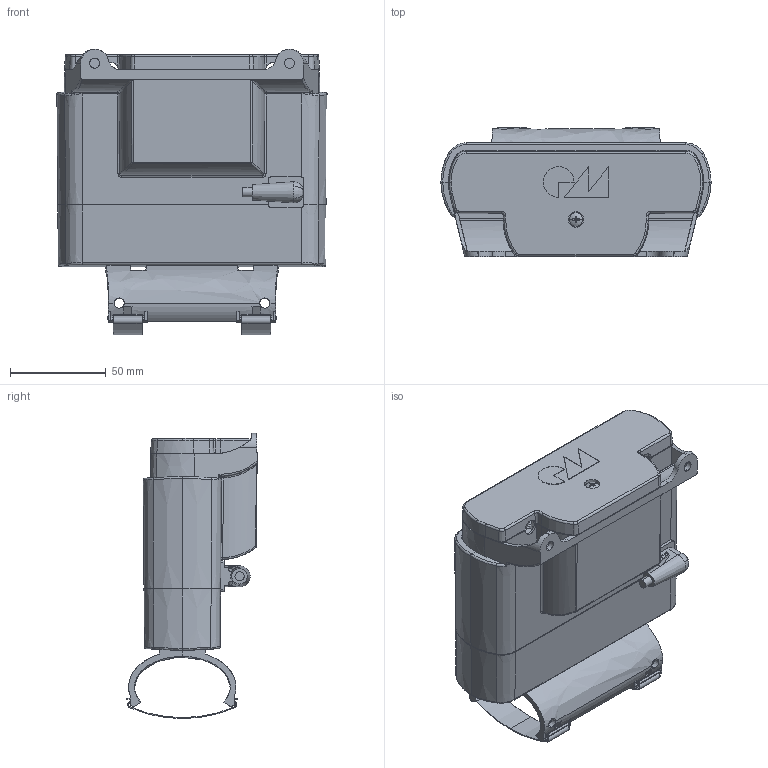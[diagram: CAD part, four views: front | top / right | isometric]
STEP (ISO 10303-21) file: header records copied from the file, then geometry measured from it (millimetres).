
FILE_DESCRIPTION (( 'STEP AP203' ), '1' );
FILE_NAME ('ECS.step', '2013-08-30T08:43:23', ( 'admin' ), ( 'Hewlett-Packard Company' ), 'SwSTEP 2.0', 'SolidWorks 2012', '' );
FILE_SCHEMA (( 'CONFIG_CONTROL_DESIGN' ));
Length unit declared in the file: millimetre
Products named in the file (1): ECS
Bounding box: 140.94 x 67.9 x 148.75 mm (x, y, z)
Volume: 627065.8 mm3; surface area: 93255.9 mm2
Topology: 1 solids, 1 shells, 661 faces, 1866 edges, 1194 vertices
Faces by surface type: plane 323, cone 118, cylinder 114, bspline 69, sphere 20, torus 17
Entity records: 25424 total; most frequent: CARTESIAN_POINT 9121, ORIENTED_EDGE 3718, DIRECTION 3075, EDGE_CURVE 1859, VERTEX_POINT 1194, AXIS2_PLACEMENT_3D 1028, VECTOR 1019, LINE 1019
